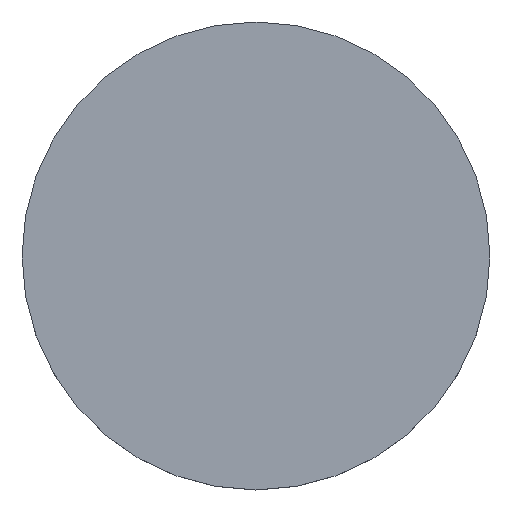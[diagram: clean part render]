
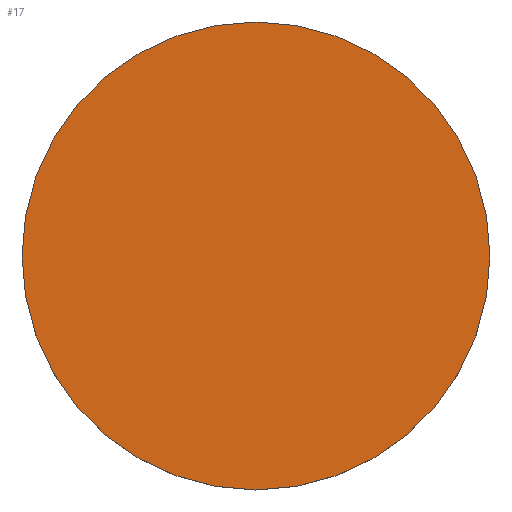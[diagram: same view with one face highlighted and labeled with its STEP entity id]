
A CAD part, top view. The second image highlights one B-rep face of the part: STEP entity #17.
In plain terms, the highlighted planar face has unit normal (0, 0, 1).
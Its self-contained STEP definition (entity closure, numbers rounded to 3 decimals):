
#14 = PLANE ( 'NONE',  #207 ) ;
#17 = ADVANCED_FACE ( 'NONE', ( #165 ), #14, .T. ) ;
#20 = CIRCLE ( 'NONE', #231, 12.7 ) ;
#21 = CARTESIAN_POINT ( 'NONE',  ( 0., 0., 3. ) ) ;
#22 = DIRECTION ( 'NONE',  ( 0., 0., -1. ) ) ;
#50 = AXIS2_PLACEMENT_3D ( 'NONE', #123, #53, #56 ) ;
#53 = DIRECTION ( 'NONE',  ( 0., 0., -1. ) ) ;
#56 = DIRECTION ( 'NONE',  ( 1., 0., 0. ) ) ;
#71 = CIRCLE ( 'NONE', #50, 12.7 ) ;
#82 = CARTESIAN_POINT ( 'NONE',  ( 0., 26.112, 3. ) ) ;
#86 = ORIENTED_EDGE ( 'NONE', *, *, #185, .F. ) ;
#98 = VERTEX_POINT ( 'NONE', #182 ) ;
#102 = DIRECTION ( 'NONE',  ( 1., 0., 0. ) ) ;
#104 = DIRECTION ( 'NONE',  ( 1., 0., 0. ) ) ;
#115 = VERTEX_POINT ( 'NONE', #129 ) ;
#123 = CARTESIAN_POINT ( 'NONE',  ( 0., 0., 3. ) ) ;
#129 = CARTESIAN_POINT ( 'NONE',  ( 12.7, 0., 3. ) ) ;
#141 = ORIENTED_EDGE ( 'NONE', *, *, #170, .F. ) ;
#165 = FACE_OUTER_BOUND ( 'NONE', #233, .T. ) ;
#170 = EDGE_CURVE ( 'NONE', #115, #98, #20, .T. ) ;
#182 = CARTESIAN_POINT ( 'NONE',  ( -12.7, 0., 3. ) ) ;
#185 = EDGE_CURVE ( 'NONE', #98, #115, #71, .T. ) ;
#207 = AXIS2_PLACEMENT_3D ( 'NONE', #82, #213, #102 ) ;
#213 = DIRECTION ( 'NONE',  ( 0., 0., 1. ) ) ;
#231 = AXIS2_PLACEMENT_3D ( 'NONE', #21, #22, #104 ) ;
#233 = EDGE_LOOP ( 'NONE', ( #141, #86 ) ) ;
